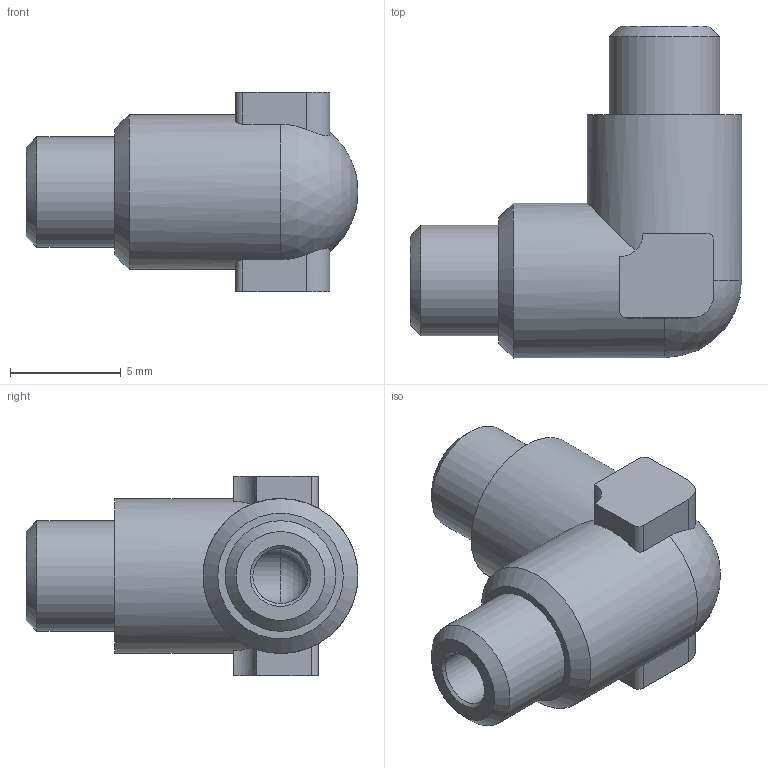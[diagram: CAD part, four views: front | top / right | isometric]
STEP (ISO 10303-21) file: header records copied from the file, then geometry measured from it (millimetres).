
FILE_DESCRIPTION(/* description */ ('STEP AP214'),/* implementation_level */ '2;1');
FILE_NAME(/* name */ '8030222_NPFC-L-2M5-M',/* time_stamp */ '2024-09-12T23:35:18+02:00',/* author */ ('License CC BY-ND 4.0'),/* organization */ ('CADENAS'),/* preprocessor_version */ 'ST-DEVELOPER v19.3',/* originating_system */ 'PARTsolutions',/* authorisation */ ' ');
FILE_SCHEMA (('AUTOMOTIVE_DESIGN {1 0 10303 214 3 1 1}'));
Length unit declared in the file: millimetre
Products named in the file (1): 8030222 NPFC-L-2M5-M
Bounding box: 15 x 15 x 9 mm (x, y, z)
Volume: 638.1 mm3; surface area: 712 mm2
Topology: 1 solids, 1 shells, 35 faces, 91 edges, 58 vertices
Faces by surface type: cylinder 14, plane 14, cone 5, sphere 2
Full cylindrical faces by diameter (mm): 2.5 x2, 5 x2, 7 x2
Entity records: 1012 total; most frequent: CARTESIAN_POINT 194, DIRECTION 170, ORIENTED_EDGE 146, EDGE_CURVE 73, AXIS2_PLACEMENT_3D 71, VERTEX_POINT 53, EDGE_LOOP 50, FACE_BOUND 50
